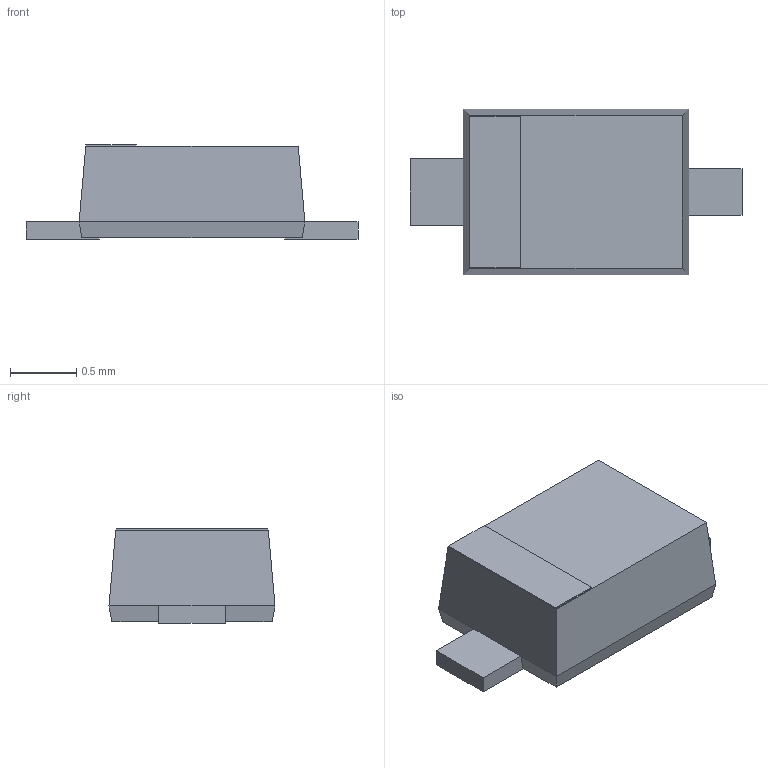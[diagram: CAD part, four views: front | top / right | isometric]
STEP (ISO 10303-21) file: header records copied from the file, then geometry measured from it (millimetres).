
FILE_DESCRIPTION((''),'2;1');
FILE_NAME('DIODE_SMINI2-F5-B','2010-10-04T',('Simon'),(''),'PRO/ENGINEER BY PARAMETRIC TECHNOLOGY CORPORATION, 2008400','PRO/ENGINEER BY PARAMETRIC TECHNOLOGY CORPORATION, 2008400','');
FILE_SCHEMA(('AUTOMOTIVE_DESIGN_CC2 { 1 2 10303 214 -1 1 5 2 }'));
Length unit declared in the file: millimetre
Products named in the file (1): DIODE_SMINI2-F5-B
Bounding box: 2.5 x 1.25 x 0.71 mm (x, y, z)
Volume: 1.4 mm3; surface area: 8.8 mm2
Topology: 1 solids, 1 shells, 29 faces, 78 edges, 54 vertices
Faces by surface type: plane 29
Entity records: 1321 total; most frequent: CARTESIAN_POINT 152, ORIENTED_EDGE 142, DIRECTION 138, PRESENTATION_STYLE_ASSIGNMENT 93, STYLED_ITEM 82, CURVE_STYLE 80, VECTOR 78, LINE 78
